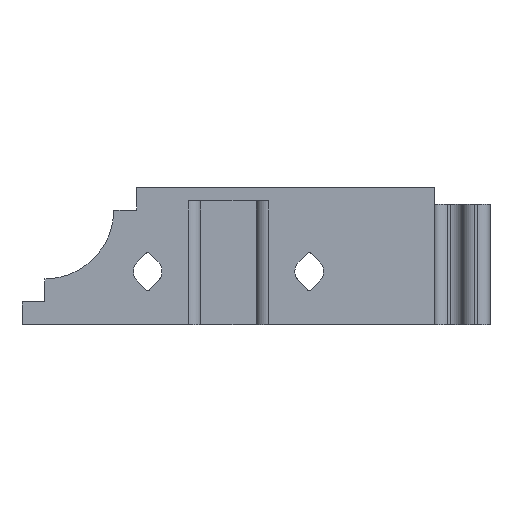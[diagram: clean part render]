
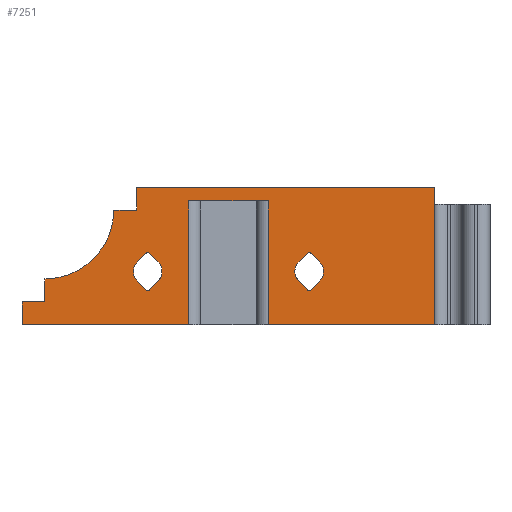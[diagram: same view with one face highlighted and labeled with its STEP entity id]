
A CAD part, left-side view. The second image highlights one B-rep face of the part: STEP entity #7251.
In plain terms, the highlighted planar face has unit normal (-1, 0, 0).
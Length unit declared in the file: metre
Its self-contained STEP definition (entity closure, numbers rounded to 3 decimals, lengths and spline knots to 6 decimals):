
#195=CIRCLE('',#7791,0.01);
#196=CIRCLE('',#7792,0.0004);
#197=CIRCLE('',#7793,0.002075);
#198=CIRCLE('',#7794,0.0004);
#199=CIRCLE('',#7795,0.002075);
#200=CIRCLE('',#7796,0.0004);
#201=CIRCLE('',#7797,0.002075);
#202=CIRCLE('',#7798,0.0004);
#203=CIRCLE('',#7799,0.002075);
#412=PLANE('',#7790);
#657=LINE('',#10621,#1386);
#786=LINE('',#10987,#1515);
#814=LINE('',#11092,#1543);
#967=LINE('',#11662,#1696);
#968=LINE('',#11665,#1697);
#969=LINE('',#11666,#1698);
#970=LINE('',#11668,#1699);
#971=LINE('',#11670,#1700);
#972=LINE('',#11671,#1701);
#973=LINE('',#11672,#1702);
#974=LINE('',#11674,#1703);
#975=LINE('',#11678,#1704);
#976=LINE('',#11679,#1705);
#977=LINE('',#11684,#1706);
#978=LINE('',#11688,#1707);
#979=LINE('',#11692,#1708);
#980=LINE('',#11695,#1709);
#981=LINE('',#11700,#1710);
#982=LINE('',#11704,#1711);
#983=LINE('',#11708,#1712);
#1386=VECTOR('',#8269,1.);
#1515=VECTOR('',#8532,1.);
#1543=VECTOR('',#8608,1.);
#1696=VECTOR('',#8999,1.);
#1697=VECTOR('',#9000,1.);
#1698=VECTOR('',#9001,1.);
#1699=VECTOR('',#9002,1.);
#1700=VECTOR('',#9003,1.);
#1701=VECTOR('',#9004,1.);
#1702=VECTOR('',#9005,1.);
#1703=VECTOR('',#9006,1.);
#1704=VECTOR('',#9009,1.);
#1705=VECTOR('',#9010,1.);
#1706=VECTOR('',#9013,1.);
#1707=VECTOR('',#9016,1.);
#1708=VECTOR('',#9019,1.);
#1709=VECTOR('',#9022,1.);
#1710=VECTOR('',#9025,1.);
#1711=VECTOR('',#9028,1.);
#1712=VECTOR('',#9031,1.);
#2913=ORIENTED_EDGE('',*,*,#4900,.F.);
#2914=ORIENTED_EDGE('',*,*,#4901,.T.);
#2915=ORIENTED_EDGE('',*,*,#4590,.F.);
#2916=ORIENTED_EDGE('',*,*,#4902,.F.);
#2917=ORIENTED_EDGE('',*,*,#4903,.F.);
#2918=ORIENTED_EDGE('',*,*,#4904,.T.);
#2919=ORIENTED_EDGE('',*,*,#4642,.F.);
#2920=ORIENTED_EDGE('',*,*,#4905,.T.);
#2921=ORIENTED_EDGE('',*,*,#4422,.T.);
#2922=ORIENTED_EDGE('',*,*,#4906,.F.);
#2923=ORIENTED_EDGE('',*,*,#4907,.F.);
#2924=ORIENTED_EDGE('',*,*,#4908,.F.);
#2925=ORIENTED_EDGE('',*,*,#4909,.F.);
#2926=ORIENTED_EDGE('',*,*,#4910,.F.);
#2927=ORIENTED_EDGE('',*,*,#4911,.F.);
#2928=ORIENTED_EDGE('',*,*,#4912,.T.);
#2929=ORIENTED_EDGE('',*,*,#4913,.F.);
#2930=ORIENTED_EDGE('',*,*,#4914,.T.);
#2931=ORIENTED_EDGE('',*,*,#4915,.F.);
#2932=ORIENTED_EDGE('',*,*,#4916,.F.);
#2933=ORIENTED_EDGE('',*,*,#4917,.F.);
#2934=ORIENTED_EDGE('',*,*,#4918,.F.);
#2935=ORIENTED_EDGE('',*,*,#4919,.F.);
#2936=ORIENTED_EDGE('',*,*,#4920,.T.);
#2937=ORIENTED_EDGE('',*,*,#4921,.F.);
#2938=ORIENTED_EDGE('',*,*,#4922,.T.);
#2939=ORIENTED_EDGE('',*,*,#4923,.F.);
#2940=ORIENTED_EDGE('',*,*,#4924,.F.);
#2941=ORIENTED_EDGE('',*,*,#4925,.F.);
#4422=EDGE_CURVE('',#5484,#5483,#657,.F.);
#4590=EDGE_CURVE('',#5627,#5628,#786,.F.);
#4642=EDGE_CURVE('',#5679,#5680,#814,.F.);
#4900=EDGE_CURVE('',#5878,#5879,#967,.T.);
#4901=EDGE_CURVE('',#5878,#5628,#968,.T.);
#4902=EDGE_CURVE('',#5880,#5627,#969,.T.);
#4903=EDGE_CURVE('',#5881,#5880,#970,.F.);
#4904=EDGE_CURVE('',#5881,#5680,#971,.F.);
#4905=EDGE_CURVE('',#5679,#5484,#972,.T.);
#4906=EDGE_CURVE('',#5882,#5483,#973,.T.);
#4907=EDGE_CURVE('',#5883,#5882,#974,.T.);
#4908=EDGE_CURVE('',#5884,#5883,#195,.T.);
#4909=EDGE_CURVE('',#5879,#5884,#975,.T.);
#4910=EDGE_CURVE('',#5885,#5886,#976,.T.);
#4911=EDGE_CURVE('',#5887,#5885,#196,.T.);
#4912=EDGE_CURVE('',#5887,#5888,#977,.T.);
#4913=EDGE_CURVE('',#5889,#5888,#197,.T.);
#4914=EDGE_CURVE('',#5889,#5890,#978,.T.);
#4915=EDGE_CURVE('',#5891,#5890,#198,.T.);
#4916=EDGE_CURVE('',#5892,#5891,#979,.T.);
#4917=EDGE_CURVE('',#5886,#5892,#199,.T.);
#4918=EDGE_CURVE('',#5893,#5894,#980,.T.);
#4919=EDGE_CURVE('',#5895,#5893,#200,.T.);
#4920=EDGE_CURVE('',#5895,#5896,#981,.T.);
#4921=EDGE_CURVE('',#5897,#5896,#201,.T.);
#4922=EDGE_CURVE('',#5897,#5898,#982,.T.);
#4923=EDGE_CURVE('',#5899,#5898,#202,.T.);
#4924=EDGE_CURVE('',#5900,#5899,#983,.T.);
#4925=EDGE_CURVE('',#5894,#5900,#203,.T.);
#5483=VERTEX_POINT('',#10620);
#5484=VERTEX_POINT('',#10622);
#5627=VERTEX_POINT('',#10988);
#5628=VERTEX_POINT('',#10989);
#5679=VERTEX_POINT('',#11091);
#5680=VERTEX_POINT('',#11093);
#5878=VERTEX_POINT('',#11663);
#5879=VERTEX_POINT('',#11664);
#5880=VERTEX_POINT('',#11667);
#5881=VERTEX_POINT('',#11669);
#5882=VERTEX_POINT('',#11673);
#5883=VERTEX_POINT('',#11675);
#5884=VERTEX_POINT('',#11677);
#5885=VERTEX_POINT('',#11680);
#5886=VERTEX_POINT('',#11681);
#5887=VERTEX_POINT('',#11683);
#5888=VERTEX_POINT('',#11685);
#5889=VERTEX_POINT('',#11687);
#5890=VERTEX_POINT('',#11689);
#5891=VERTEX_POINT('',#11691);
#5892=VERTEX_POINT('',#11693);
#5893=VERTEX_POINT('',#11696);
#5894=VERTEX_POINT('',#11697);
#5895=VERTEX_POINT('',#11699);
#5896=VERTEX_POINT('',#11701);
#5897=VERTEX_POINT('',#11703);
#5898=VERTEX_POINT('',#11705);
#5899=VERTEX_POINT('',#11707);
#5900=VERTEX_POINT('',#11709);
#6391=EDGE_LOOP('',(#2913,#2914,#2915,#2916,#2917,#2918,#2919,#2920,#2921,
#2922,#2923,#2924,#2925));
#6392=EDGE_LOOP('',(#2926,#2927,#2928,#2929,#2930,#2931,#2932,#2933));
#6393=EDGE_LOOP('',(#2934,#2935,#2936,#2937,#2938,#2939,#2940,#2941));
#6802=FACE_BOUND('',#6391,.T.);
#6803=FACE_BOUND('',#6392,.T.);
#6804=FACE_BOUND('',#6393,.T.);
#7251=ADVANCED_FACE('',(#6802,#6803,#6804),#412,.T.);
#7790=AXIS2_PLACEMENT_3D('',#11661,#8997,#8998);
#7791=AXIS2_PLACEMENT_3D('',#11676,#9007,#9008);
#7792=AXIS2_PLACEMENT_3D('',#11682,#9011,#9012);
#7793=AXIS2_PLACEMENT_3D('',#11686,#9014,#9015);
#7794=AXIS2_PLACEMENT_3D('',#11690,#9017,#9018);
#7795=AXIS2_PLACEMENT_3D('',#11694,#9020,#9021);
#7796=AXIS2_PLACEMENT_3D('',#11698,#9023,#9024);
#7797=AXIS2_PLACEMENT_3D('',#11702,#9026,#9027);
#7798=AXIS2_PLACEMENT_3D('',#11706,#9029,#9030);
#7799=AXIS2_PLACEMENT_3D('',#11710,#9032,#9033);
#8269=DIRECTION('',(0.,-1.,0.));
#8532=DIRECTION('',(0.,-1.,0.));
#8608=DIRECTION('',(0.,-1.,0.));
#8997=DIRECTION('',(-1.,0.,0.));
#8998=DIRECTION('',(0.,-1.,0.));
#8999=DIRECTION('',(0.,-1.,0.));
#9000=DIRECTION('',(0.,0.,-1.));
#9001=DIRECTION('',(0.,0.,-1.));
#9002=DIRECTION('',(0.,-1.,0.));
#9003=DIRECTION('',(0.,0.,1.));
#9004=DIRECTION('',(0.,0.,1.));
#9005=DIRECTION('',(0.,0.,1.));
#9006=DIRECTION('',(0.,-1.,0.));
#9007=DIRECTION('',(-1.,0.,0.));
#9008=DIRECTION('',(0.,-1.,0.));
#9009=DIRECTION('',(0.,0.,1.));
#9010=DIRECTION('',(0.,-0.707,0.707));
#9011=DIRECTION('',(-1.,0.,0.));
#9012=DIRECTION('',(0.,-1.,0.));
#9013=DIRECTION('',(0.,0.707,0.707));
#9014=DIRECTION('',(-1.,0.,0.));
#9015=DIRECTION('',(0.,-1.,0.));
#9016=DIRECTION('',(0.,-0.707,0.707));
#9017=DIRECTION('',(-1.,0.,0.));
#9018=DIRECTION('',(0.,-1.,0.));
#9019=DIRECTION('',(0.,0.707,0.707));
#9020=DIRECTION('',(-1.,0.,0.));
#9021=DIRECTION('',(0.,-1.,0.));
#9022=DIRECTION('',(0.,-0.707,0.707));
#9023=DIRECTION('',(-1.,0.,0.));
#9024=DIRECTION('',(0.,-1.,0.));
#9025=DIRECTION('',(0.,0.707,0.707));
#9026=DIRECTION('',(-1.,0.,0.));
#9027=DIRECTION('',(0.,-1.,0.));
#9028=DIRECTION('',(0.,-0.707,0.707));
#9029=DIRECTION('',(-1.,0.,0.));
#9030=DIRECTION('',(0.,-1.,0.));
#9031=DIRECTION('',(0.,0.707,0.707));
#9032=DIRECTION('',(-1.,0.,0.));
#9033=DIRECTION('',(0.,-1.,0.));
#10620=CARTESIAN_POINT('',(0.630025,1.633333,0.38));
#10621=CARTESIAN_POINT('',(0.630025,1.662111,0.38));
#10622=CARTESIAN_POINT('',(0.630025,1.59,0.38));
#10987=CARTESIAN_POINT('',(0.630025,1.662111,0.36));
#10988=CARTESIAN_POINT('',(0.630025,1.625778,0.36));
#10989=CARTESIAN_POINT('',(0.630025,1.65,0.36));
#11091=CARTESIAN_POINT('',(0.630025,1.59,0.36));
#11092=CARTESIAN_POINT('',(0.630025,1.662111,0.36));
#11093=CARTESIAN_POINT('',(0.630025,1.614222,0.36));
#11661=CARTESIAN_POINT('',(0.630025,1.662111,0.38));
#11662=CARTESIAN_POINT('',(0.630025,1.662111,0.363333));
#11663=CARTESIAN_POINT('',(0.630025,1.65,0.363333));
#11664=CARTESIAN_POINT('',(0.630025,1.646667,0.363333));
#11665=CARTESIAN_POINT('',(0.630025,1.65,0.38));
#11666=CARTESIAN_POINT('',(0.630025,1.625778,0.38));
#11667=CARTESIAN_POINT('',(0.630025,1.625778,0.378));
#11668=CARTESIAN_POINT('',(0.630025,1.662111,0.378));
#11669=CARTESIAN_POINT('',(0.630025,1.614222,0.378));
#11670=CARTESIAN_POINT('',(0.630025,1.614222,0.38));
#11671=CARTESIAN_POINT('',(0.630025,1.59,0.38));
#11672=CARTESIAN_POINT('',(0.630025,1.633333,0.38));
#11673=CARTESIAN_POINT('',(0.630025,1.633333,0.376667));
#11674=CARTESIAN_POINT('',(0.630025,1.662111,0.376667));
#11675=CARTESIAN_POINT('',(0.630025,1.636667,0.376667));
#11676=CARTESIAN_POINT('',(0.630025,1.646667,0.376667));
#11677=CARTESIAN_POINT('',(0.630025,1.646667,0.366667));
#11678=CARTESIAN_POINT('',(0.630025,1.646667,0.38));
#11679=CARTESIAN_POINT('',(0.630025,1.639322,0.357211));
#11680=CARTESIAN_POINT('',(0.630025,1.631451,0.365082));
#11681=CARTESIAN_POINT('',(0.630025,1.630266,0.366266));
#11682=CARTESIAN_POINT('',(0.630025,1.631733,0.365365));
#11683=CARTESIAN_POINT('',(0.630025,1.632016,0.365082));
#11684=CARTESIAN_POINT('',(0.630025,1.654523,0.387588));
#11685=CARTESIAN_POINT('',(0.630025,1.633201,0.366266));
#11686=CARTESIAN_POINT('',(0.630025,1.631733,0.367733));
#11687=CARTESIAN_POINT('',(0.630025,1.633201,0.369201));
#11688=CARTESIAN_POINT('',(0.630025,1.642256,0.360145));
#11689=CARTESIAN_POINT('',(0.630025,1.632016,0.370385));
#11690=CARTESIAN_POINT('',(0.630025,1.631733,0.370102));
#11691=CARTESIAN_POINT('',(0.630025,1.631451,0.370385));
#11692=CARTESIAN_POINT('',(0.630025,1.651588,0.390523));
#11693=CARTESIAN_POINT('',(0.630025,1.630266,0.369201));
#11694=CARTESIAN_POINT('',(0.630025,1.631733,0.367733));
#11695=CARTESIAN_POINT('',(0.630025,1.627588,0.345477));
#11696=CARTESIAN_POINT('',(0.630025,1.607984,0.365082));
#11697=CARTESIAN_POINT('',(0.630025,1.606799,0.366266));
#11698=CARTESIAN_POINT('',(0.630025,1.608267,0.365365));
#11699=CARTESIAN_POINT('',(0.630025,1.608549,0.365082));
#11700=CARTESIAN_POINT('',(0.630025,1.642789,0.399322));
#11701=CARTESIAN_POINT('',(0.630025,1.609734,0.366266));
#11702=CARTESIAN_POINT('',(0.630025,1.608267,0.367733));
#11703=CARTESIAN_POINT('',(0.630025,1.609734,0.369201));
#11704=CARTESIAN_POINT('',(0.630025,1.630523,0.348412));
#11705=CARTESIAN_POINT('',(0.630025,1.608549,0.370385));
#11706=CARTESIAN_POINT('',(0.630025,1.608267,0.370102));
#11707=CARTESIAN_POINT('',(0.630025,1.607984,0.370385));
#11708=CARTESIAN_POINT('',(0.630025,1.639855,0.402256));
#11709=CARTESIAN_POINT('',(0.630025,1.606799,0.369201));
#11710=CARTESIAN_POINT('',(0.630025,1.608267,0.367733));
